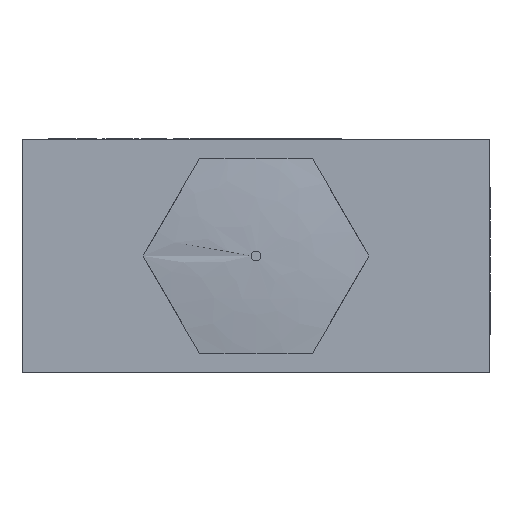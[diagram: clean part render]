
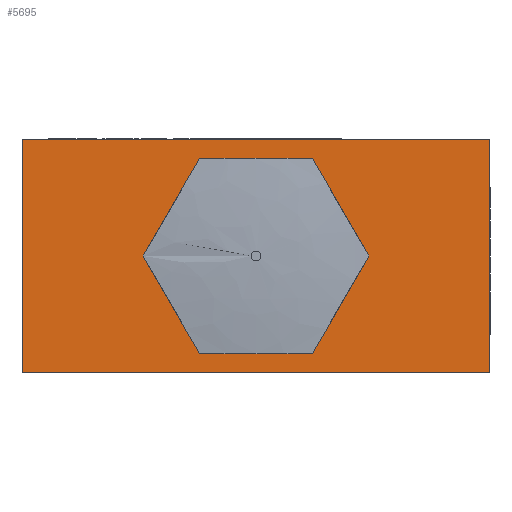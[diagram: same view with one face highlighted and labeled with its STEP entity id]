
A CAD part, front view. The second image highlights one B-rep face of the part: STEP entity #5695.
In plain terms, the highlighted face is planar.
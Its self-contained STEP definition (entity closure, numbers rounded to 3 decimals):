
#502=FACE_BOUND('',#1309,.T.);
#649=PLANE('',#5982);
#963=FACE_OUTER_BOUND('',#1308,.T.);
#1308=EDGE_LOOP('',(#5292,#5293,#5294,#5295));
#1309=EDGE_LOOP('',(#5296,#5297,#5298));
#1799=LINE('',#10293,#2298);
#1822=LINE('',#10443,#2321);
#1823=LINE('',#10445,#2322);
#1824=LINE('',#10446,#2323);
#2298=VECTOR('',#6768,10.);
#2321=VECTOR('',#6855,10.);
#2322=VECTOR('',#6856,10.);
#2323=VECTOR('',#6857,10.);
#2348=CIRCLE('',#5964,5.);
#2349=CIRCLE('',#5965,5.);
#2359=CIRCLE('',#5983,5.);
#2874=VERTEX_POINT('',#10291);
#2875=VERTEX_POINT('',#10292);
#2892=VERTEX_POINT('',#10402);
#2893=VERTEX_POINT('',#10403);
#2894=VERTEX_POINT('',#10406);
#2904=VERTEX_POINT('',#10442);
#2905=VERTEX_POINT('',#10444);
#3667=EDGE_CURVE('',#2874,#2875,#1799,.T.);
#3690=EDGE_CURVE('',#2892,#2893,#2348,.T.);
#3692=EDGE_CURVE('',#2893,#2894,#2349,.T.);
#3710=EDGE_CURVE('',#2904,#2874,#1822,.T.);
#3711=EDGE_CURVE('',#2905,#2904,#1823,.T.);
#3712=EDGE_CURVE('',#2875,#2905,#1824,.T.);
#3713=EDGE_CURVE('',#2892,#2894,#2359,.T.);
#5292=ORIENTED_EDGE('',*,*,#3667,.F.);
#5293=ORIENTED_EDGE('',*,*,#3710,.F.);
#5294=ORIENTED_EDGE('',*,*,#3711,.F.);
#5295=ORIENTED_EDGE('',*,*,#3712,.F.);
#5296=ORIENTED_EDGE('',*,*,#3713,.T.);
#5297=ORIENTED_EDGE('',*,*,#3692,.F.);
#5298=ORIENTED_EDGE('',*,*,#3690,.F.);
#5695=ADVANCED_FACE('',(#963,#502),#649,.T.);
#5964=AXIS2_PLACEMENT_3D('',#10404,#6808,#6809);
#5965=AXIS2_PLACEMENT_3D('',#10407,#6811,#6812);
#5982=AXIS2_PLACEMENT_3D('',#10441,#6853,#6854);
#5983=AXIS2_PLACEMENT_3D('',#10447,#6858,#6859);
#6768=DIRECTION('',(1.,0.,0.));
#6808=DIRECTION('center_axis',(0.,0.,1.));
#6809=DIRECTION('ref_axis',(1.,0.,0.));
#6811=DIRECTION('center_axis',(0.,0.,1.));
#6812=DIRECTION('ref_axis',(1.,0.,0.));
#6853=DIRECTION('center_axis',(0.,0.,1.));
#6854=DIRECTION('ref_axis',(1.,0.,0.));
#6855=DIRECTION('',(0.,1.,0.));
#6856=DIRECTION('',(-1.,0.,0.));
#6857=DIRECTION('',(0.,-1.,0.));
#6858=DIRECTION('center_axis',(0.,0.,-1.));
#6859=DIRECTION('ref_axis',(-1.,0.,0.));
#10291=CARTESIAN_POINT('',(-32.494,18.685,19.));
#10292=CARTESIAN_POINT('',(5.506,18.685,19.));
#10293=CARTESIAN_POINT('',(-32.494,18.685,19.));
#10402=CARTESIAN_POINT('',(-18.494,9.185,19.));
#10403=CARTESIAN_POINT('',(-8.494,9.185,19.));
#10404=CARTESIAN_POINT('Origin',(-13.494,9.185,19.));
#10406=CARTESIAN_POINT('',(-8.494,9.185,19.));
#10407=CARTESIAN_POINT('Origin',(-13.494,9.185,19.));
#10441=CARTESIAN_POINT('Origin',(-13.494,9.185,19.));
#10442=CARTESIAN_POINT('',(-32.494,-0.315,19.));
#10443=CARTESIAN_POINT('',(-32.494,-0.315,19.));
#10444=CARTESIAN_POINT('',(5.506,-0.315,19.));
#10445=CARTESIAN_POINT('',(5.506,-0.315,19.));
#10446=CARTESIAN_POINT('',(5.506,18.685,19.));
#10447=CARTESIAN_POINT('Origin',(-13.494,9.185,19.));
